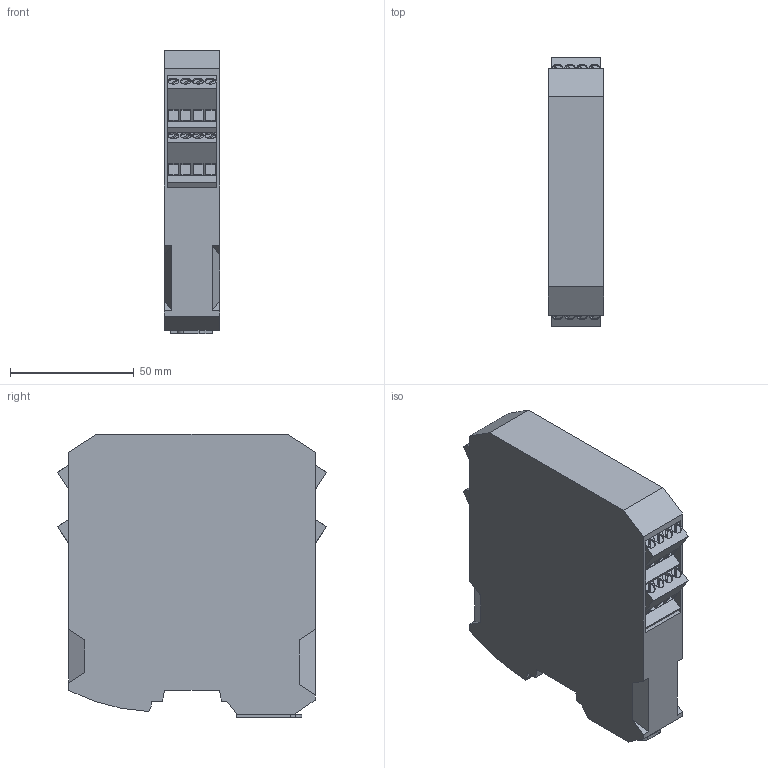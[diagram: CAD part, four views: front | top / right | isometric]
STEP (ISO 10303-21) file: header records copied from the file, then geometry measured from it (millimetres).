
FILE_DESCRIPTION (( 'STEP AP214' ), '1' );
FILE_NAME ('xpsmcmro0004.STEP', '2017-06-29T20:04:24', ( '' ), ( '' ), 'SwSTEP 2.0', 'SolidWorks 2017', '' );
FILE_SCHEMA (( 'AUTOMOTIVE_DESIGN' ));
Length unit declared in the file: millimetre
Products named in the file (1): xpsmcmro0004
Bounding box: 22.5 x 108.49 x 114.5 mm (x, y, z)
Volume: 238202.4 mm3; surface area: 34696.9 mm2
Topology: 1 solids, 1 shells, 303 faces, 786 edges, 510 vertices
Faces by surface type: plane 254, cylinder 49
Entity records: 11771 total; most frequent: CARTESIAN_POINT 1600, ORIENTED_EDGE 1572, DIRECTION 1560, EDGE_CURVE 786, VECTOR 620, LINE 620, VERTEX_POINT 510, AXIS2_PLACEMENT_3D 470
